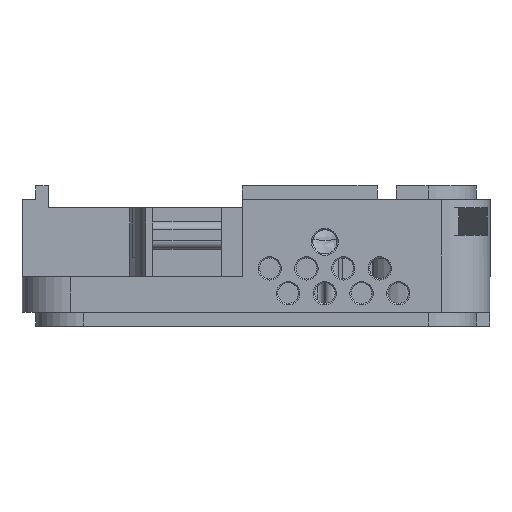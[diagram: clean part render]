
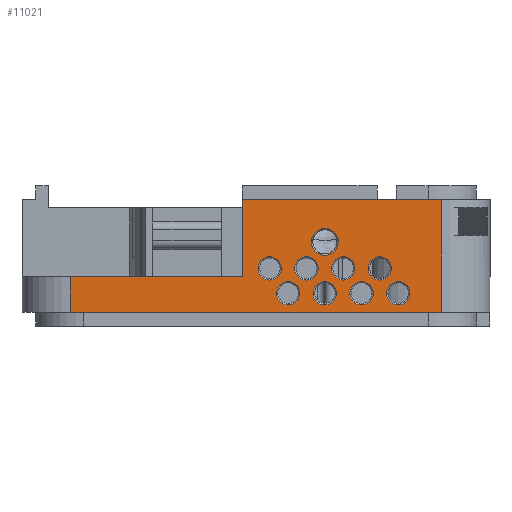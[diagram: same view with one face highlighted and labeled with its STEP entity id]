
A CAD part, front view. The second image highlights one B-rep face of the part: STEP entity #11021.
In plain terms, the highlighted planar face has unit normal (0, -1, 0).
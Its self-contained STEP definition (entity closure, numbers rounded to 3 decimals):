
#784=FACE_BOUND('',#1841,.T.);
#785=FACE_BOUND('',#1842,.T.);
#786=FACE_BOUND('',#1843,.T.);
#787=FACE_BOUND('',#1844,.T.);
#788=FACE_BOUND('',#1845,.T.);
#789=FACE_BOUND('',#1846,.T.);
#790=FACE_BOUND('',#1847,.T.);
#791=FACE_BOUND('',#1848,.T.);
#792=FACE_BOUND('',#1849,.T.);
#970=CIRCLE('',#11771,0.85);
#971=CIRCLE('',#11772,0.85);
#972=CIRCLE('',#11773,0.85);
#973=CIRCLE('',#11774,0.85);
#974=CIRCLE('',#11775,0.85);
#975=CIRCLE('',#11776,0.85);
#976=CIRCLE('',#11777,0.85);
#977=CIRCLE('',#11778,0.85);
#978=CIRCLE('',#11779,0.975);
#1246=FACE_OUTER_BOUND('',#1840,.T.);
#1840=EDGE_LOOP('',(#7690,#7691,#7692,#7693,#7694,#7695));
#1841=EDGE_LOOP('',(#7696));
#1842=EDGE_LOOP('',(#7697));
#1843=EDGE_LOOP('',(#7698));
#1844=EDGE_LOOP('',(#7699));
#1845=EDGE_LOOP('',(#7700));
#1846=EDGE_LOOP('',(#7701));
#1847=EDGE_LOOP('',(#7702));
#1848=EDGE_LOOP('',(#7703));
#1849=EDGE_LOOP('',(#7704));
#2611=LINE('',#15720,#3569);
#2621=LINE('',#15743,#3579);
#2622=LINE('',#15746,#3580);
#2623=LINE('',#15748,#3581);
#2624=LINE('',#15750,#3582);
#2625=LINE('',#15751,#3583);
#3569=VECTOR('',#12988,10.);
#3579=VECTOR('',#13008,10.);
#3580=VECTOR('',#13011,1000.);
#3581=VECTOR('',#13012,1000.);
#3582=VECTOR('',#13013,1000.);
#3583=VECTOR('',#13014,1000.);
#4634=VERTEX_POINT('',#15718);
#4635=VERTEX_POINT('',#15719);
#4643=VERTEX_POINT('',#15741);
#4644=VERTEX_POINT('',#15745);
#4645=VERTEX_POINT('',#15747);
#4646=VERTEX_POINT('',#15749);
#4647=VERTEX_POINT('',#15752);
#4648=VERTEX_POINT('',#15754);
#4649=VERTEX_POINT('',#15756);
#4650=VERTEX_POINT('',#15758);
#4651=VERTEX_POINT('',#15760);
#4652=VERTEX_POINT('',#15762);
#4653=VERTEX_POINT('',#15764);
#4654=VERTEX_POINT('',#15766);
#4655=VERTEX_POINT('',#15768);
#5821=EDGE_CURVE('',#4634,#4635,#2611,.T.);
#5834=EDGE_CURVE('',#4643,#4634,#2621,.T.);
#5835=EDGE_CURVE('',#4635,#4644,#2622,.T.);
#5836=EDGE_CURVE('',#4645,#4644,#2623,.T.);
#5837=EDGE_CURVE('',#4645,#4646,#2624,.F.);
#5838=EDGE_CURVE('',#4646,#4643,#2625,.T.);
#5839=EDGE_CURVE('',#4647,#4647,#970,.T.);
#5840=EDGE_CURVE('',#4648,#4648,#971,.T.);
#5841=EDGE_CURVE('',#4649,#4649,#972,.T.);
#5842=EDGE_CURVE('',#4650,#4650,#973,.T.);
#5843=EDGE_CURVE('',#4651,#4651,#974,.T.);
#5844=EDGE_CURVE('',#4652,#4652,#975,.T.);
#5845=EDGE_CURVE('',#4653,#4653,#976,.T.);
#5846=EDGE_CURVE('',#4654,#4654,#977,.T.);
#5847=EDGE_CURVE('',#4655,#4655,#978,.T.);
#7690=ORIENTED_EDGE('',*,*,#5821,.T.);
#7691=ORIENTED_EDGE('',*,*,#5835,.T.);
#7692=ORIENTED_EDGE('',*,*,#5836,.F.);
#7693=ORIENTED_EDGE('',*,*,#5837,.T.);
#7694=ORIENTED_EDGE('',*,*,#5838,.T.);
#7695=ORIENTED_EDGE('',*,*,#5834,.T.);
#7696=ORIENTED_EDGE('',*,*,#5839,.F.);
#7697=ORIENTED_EDGE('',*,*,#5840,.F.);
#7698=ORIENTED_EDGE('',*,*,#5841,.F.);
#7699=ORIENTED_EDGE('',*,*,#5842,.F.);
#7700=ORIENTED_EDGE('',*,*,#5843,.F.);
#7701=ORIENTED_EDGE('',*,*,#5844,.F.);
#7702=ORIENTED_EDGE('',*,*,#5845,.F.);
#7703=ORIENTED_EDGE('',*,*,#5846,.F.);
#7704=ORIENTED_EDGE('',*,*,#5847,.F.);
#10764=PLANE('',#11770);
#11021=ADVANCED_FACE('',(#1246,#784,#785,#786,#787,#788,#789,#790,#791,
#792),#10764,.T.);
#11770=AXIS2_PLACEMENT_3D('',#15744,#13009,#13010);
#11771=AXIS2_PLACEMENT_3D('',#15753,#13015,#13016);
#11772=AXIS2_PLACEMENT_3D('',#15755,#13017,#13018);
#11773=AXIS2_PLACEMENT_3D('',#15757,#13019,#13020);
#11774=AXIS2_PLACEMENT_3D('',#15759,#13021,#13022);
#11775=AXIS2_PLACEMENT_3D('',#15761,#13023,#13024);
#11776=AXIS2_PLACEMENT_3D('',#15763,#13025,#13026);
#11777=AXIS2_PLACEMENT_3D('',#15765,#13027,#13028);
#11778=AXIS2_PLACEMENT_3D('',#15767,#13029,#13030);
#11779=AXIS2_PLACEMENT_3D('',#15769,#13031,#13032);
#12988=DIRECTION('',(-1.,0.,0.));
#13008=DIRECTION('',(0.,0.,-1.));
#13009=DIRECTION('center_axis',(0.,-1.,0.));
#13010=DIRECTION('ref_axis',(0.,0.,-1.));
#13011=DIRECTION('',(0.,0.,-1.));
#13012=DIRECTION('',(-1.,0.,0.));
#13013=DIRECTION('',(0.,0.,-1.));
#13014=DIRECTION('',(-1.,0.,0.));
#13015=DIRECTION('center_axis',(0.,-1.,0.));
#13016=DIRECTION('ref_axis',(-1.,0.,0.));
#13017=DIRECTION('center_axis',(0.,-1.,0.));
#13018=DIRECTION('ref_axis',(-1.,0.,0.));
#13019=DIRECTION('center_axis',(0.,-1.,0.));
#13020=DIRECTION('ref_axis',(-1.,0.,0.));
#13021=DIRECTION('center_axis',(0.,-1.,0.));
#13022=DIRECTION('ref_axis',(-1.,0.,0.));
#13023=DIRECTION('center_axis',(0.,-1.,0.));
#13024=DIRECTION('ref_axis',(-1.,0.,0.));
#13025=DIRECTION('center_axis',(0.,-1.,0.));
#13026=DIRECTION('ref_axis',(-1.,0.,0.));
#13027=DIRECTION('center_axis',(0.,-1.,0.));
#13028=DIRECTION('ref_axis',(-1.,0.,0.));
#13029=DIRECTION('center_axis',(0.,-1.,0.));
#13030=DIRECTION('ref_axis',(-1.,0.,0.));
#13031=DIRECTION('center_axis',(0.,-1.,0.));
#13032=DIRECTION('ref_axis',(1.,0.,0.));
#15718=CARTESIAN_POINT('',(-1.,-34.5,2.6));
#15719=CARTESIAN_POINT('',(-13.5,-34.5,2.6));
#15720=CARTESIAN_POINT('',(-0.5,-34.5,2.6));
#15741=CARTESIAN_POINT('',(-1.,-34.5,8.2));
#15743=CARTESIAN_POINT('',(-1.,-34.5,8.7));
#15744=CARTESIAN_POINT('Origin',(0.,-34.5,8.2));
#15745=CARTESIAN_POINT('',(-13.5,-34.5,0.));
#15746=CARTESIAN_POINT('',(-13.5,-34.5,8.2));
#15747=CARTESIAN_POINT('',(13.5,-34.5,0.));
#15748=CARTESIAN_POINT('',(0.,-34.5,0.));
#15749=CARTESIAN_POINT('',(13.5,-34.5,8.2));
#15750=CARTESIAN_POINT('',(13.5,-34.5,8.2));
#15751=CARTESIAN_POINT('',(0.,-34.5,8.2));
#15752=CARTESIAN_POINT('',(4.517,-34.5,3.2));
#15753=CARTESIAN_POINT('Origin',(3.667,-34.5,3.2));
#15754=CARTESIAN_POINT('',(9.85,-34.5,3.2));
#15755=CARTESIAN_POINT('Origin',(9.,-34.5,3.2));
#15756=CARTESIAN_POINT('',(8.517,-34.5,1.4));
#15757=CARTESIAN_POINT('Origin',(7.667,-34.5,1.4));
#15758=CARTESIAN_POINT('',(3.183,-34.5,1.4));
#15759=CARTESIAN_POINT('Origin',(2.333,-34.5,1.4));
#15760=CARTESIAN_POINT('',(1.85,-34.5,3.2));
#15761=CARTESIAN_POINT('Origin',(1.,-34.5,3.2));
#15762=CARTESIAN_POINT('',(5.85,-34.5,1.4));
#15763=CARTESIAN_POINT('Origin',(5.,-34.5,1.4));
#15764=CARTESIAN_POINT('',(11.183,-34.5,1.4));
#15765=CARTESIAN_POINT('Origin',(10.333,-34.5,1.4));
#15766=CARTESIAN_POINT('',(7.183,-34.5,3.2));
#15767=CARTESIAN_POINT('Origin',(6.333,-34.5,3.2));
#15768=CARTESIAN_POINT('',(4.025,-34.5,5.13));
#15769=CARTESIAN_POINT('Origin',(5.,-34.5,5.13));
